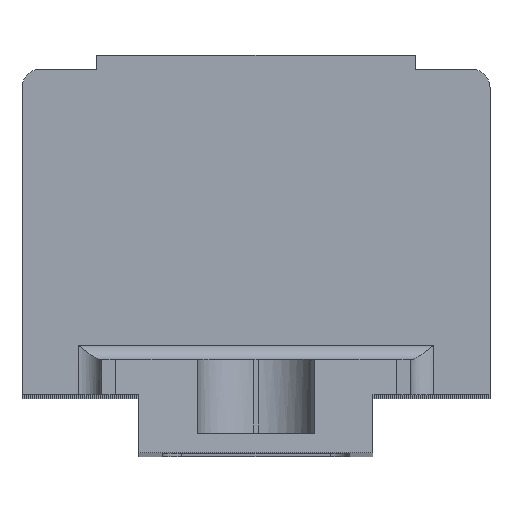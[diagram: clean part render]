
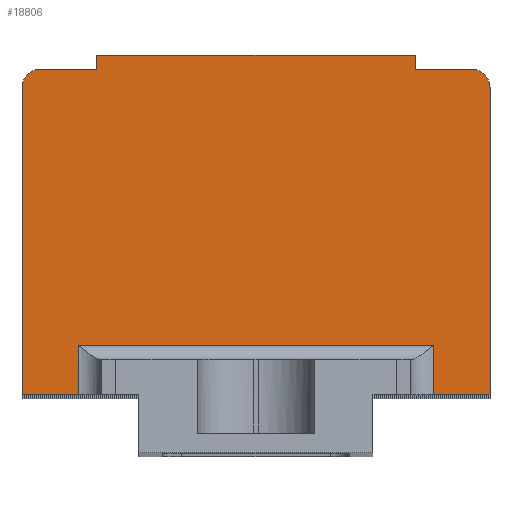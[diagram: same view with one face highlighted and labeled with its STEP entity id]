
A CAD part, top view. The second image highlights one B-rep face of the part: STEP entity #18806.
In plain terms, the highlighted planar face has unit normal (0, 0, 1).
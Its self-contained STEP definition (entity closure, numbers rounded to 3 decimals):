
#166=DIRECTION('',(1.,0.,0.));
#167=VECTOR('',#166,38.);
#168=CARTESIAN_POINT('',(-19.,11.5,250.1));
#169=LINE('',#168,#167);
#557=DIRECTION('',(0.,1.,0.));
#558=VECTOR('',#557,5.3);
#559=CARTESIAN_POINT('',(19.,6.2,250.1));
#560=LINE('',#559,#558);
#575=DIRECTION('',(1.,0.,0.));
#576=VECTOR('',#575,6.);
#577=CARTESIAN_POINT('',(-23.,41.,250.1));
#578=LINE('',#577,#576);
#579=DIRECTION('',(0.,1.,0.));
#580=VECTOR('',#579,1.5);
#581=CARTESIAN_POINT('',(-17.,41.,250.1));
#582=LINE('',#581,#580);
#583=DIRECTION('',(1.,0.,0.));
#584=VECTOR('',#583,34.);
#585=CARTESIAN_POINT('',(-17.,42.5,250.1));
#586=LINE('',#585,#584);
#587=DIRECTION('',(0.,-1.,0.));
#588=VECTOR('',#587,1.5);
#589=CARTESIAN_POINT('',(17.,42.5,250.1));
#590=LINE('',#589,#588);
#591=DIRECTION('',(1.,0.,0.));
#592=VECTOR('',#591,6.);
#593=CARTESIAN_POINT('',(17.,41.,250.1));
#594=LINE('',#593,#592);
#595=DIRECTION('',(0.,-1.,0.));
#596=VECTOR('',#595,32.8);
#597=CARTESIAN_POINT('',(25.,39.,250.1));
#598=LINE('',#597,#596);
#599=DIRECTION('',(-1.,0.,0.));
#600=VECTOR('',#599,6.);
#601=CARTESIAN_POINT('',(25.,6.2,250.1));
#602=LINE('',#601,#600);
#603=DIRECTION('',(-1.,0.,0.));
#604=VECTOR('',#603,6.);
#605=CARTESIAN_POINT('',(-19.,6.2,250.1));
#606=LINE('',#605,#604);
#607=DIRECTION('',(0.,1.,0.));
#608=VECTOR('',#607,32.8);
#609=CARTESIAN_POINT('',(-25.,6.2,250.1));
#610=LINE('',#609,#608);
#615=CARTESIAN_POINT('',(-23.,39.,250.1));
#616=DIRECTION('',(0.,0.,1.));
#617=DIRECTION('',(0.,1.,0.));
#618=AXIS2_PLACEMENT_3D('',#615,#616,#617);
#14833=CARTESIAN_POINT('',(23.,39.,250.1));
#14834=DIRECTION('',(0.,0.,1.));
#14835=DIRECTION('',(1.,0.,0.));
#14836=AXIS2_PLACEMENT_3D('',#14833,#14834,#14835);
#14983=DIRECTION('',(0.,1.,0.));
#14984=VECTOR('',#14983,5.3);
#14985=CARTESIAN_POINT('',(-19.,6.2,250.1));
#14986=LINE('',#14985,#14984);
#15253=CARTESIAN_POINT('',(-17.,41.,250.1));
#15254=CARTESIAN_POINT('',(-17.,42.5,250.1));
#15255=VERTEX_POINT('',#15253);
#15256=VERTEX_POINT('',#15254);
#15257=CARTESIAN_POINT('',(17.,42.5,250.1));
#15258=VERTEX_POINT('',#15257);
#15259=CARTESIAN_POINT('',(17.,41.,250.1));
#15260=VERTEX_POINT('',#15259);
#15269=CARTESIAN_POINT('',(25.,6.2,250.1));
#15271=VERTEX_POINT('',#15269);
#15273=CARTESIAN_POINT('',(-25.,6.2,250.1));
#15275=VERTEX_POINT('',#15273);
#15465=CARTESIAN_POINT('',(19.,6.2,250.1));
#15466=VERTEX_POINT('',#15465);
#15471=CARTESIAN_POINT('',(-19.,6.2,250.1));
#15472=VERTEX_POINT('',#15471);
#15473=CARTESIAN_POINT('',(-19.,11.5,250.1));
#15474=CARTESIAN_POINT('',(19.,11.5,250.1));
#15475=VERTEX_POINT('',#15473);
#15476=VERTEX_POINT('',#15474);
#15666=CARTESIAN_POINT('',(-23.,41.,250.1));
#15668=VERTEX_POINT('',#15666);
#15669=CARTESIAN_POINT('',(-25.,39.,250.1));
#15670=VERTEX_POINT('',#15669);
#15770=CARTESIAN_POINT('',(25.,39.,250.1));
#15772=VERTEX_POINT('',#15770);
#15773=CARTESIAN_POINT('',(23.,41.,250.1));
#15774=VERTEX_POINT('',#15773);
#18773=CARTESIAN_POINT('',(0.,0.,250.1));
#18774=DIRECTION('',(0.,0.,-1.));
#18775=DIRECTION('',(-1.,0.,0.));
#18776=AXIS2_PLACEMENT_3D('',#18773,#18774,#18775);
#18777=PLANE('',#18776);
#18779=ORIENTED_EDGE('',*,*,#18778,.F.);
#18781=ORIENTED_EDGE('',*,*,#18780,.T.);
#18783=ORIENTED_EDGE('',*,*,#18782,.T.);
#18785=ORIENTED_EDGE('',*,*,#18784,.T.);
#18787=ORIENTED_EDGE('',*,*,#18786,.T.);
#18789=ORIENTED_EDGE('',*,*,#18788,.T.);
#18791=ORIENTED_EDGE('',*,*,#18790,.F.);
#18793=ORIENTED_EDGE('',*,*,#18792,.T.);
#18795=ORIENTED_EDGE('',*,*,#18794,.T.);
#18796=ORIENTED_EDGE('',*,*,#18763,.T.);
#18797=ORIENTED_EDGE('',*,*,#18380,.F.);
#18799=ORIENTED_EDGE('',*,*,#18798,.F.);
#18801=ORIENTED_EDGE('',*,*,#18800,.T.);
#18803=ORIENTED_EDGE('',*,*,#18802,.T.);
#18804=EDGE_LOOP('',(#18779,#18781,#18783,#18785,#18787,#18789,#18791,#18793,
#18795,#18796,#18797,#18799,#18801,#18803));
#18805=FACE_OUTER_BOUND('',#18804,.F.);
#18806=ADVANCED_FACE('',(#18805),#18777,.F.);
#619=CIRCLE('',#618,2.);
#14837=CIRCLE('',#14836,2.);
#18380=EDGE_CURVE('',#15475,#15476,#169,.T.);
#18763=EDGE_CURVE('',#15466,#15476,#560,.T.);
#18778=EDGE_CURVE('',#15668,#15670,#619,.T.);
#18780=EDGE_CURVE('',#15668,#15255,#578,.T.);
#18782=EDGE_CURVE('',#15255,#15256,#582,.T.);
#18784=EDGE_CURVE('',#15256,#15258,#586,.T.);
#18786=EDGE_CURVE('',#15258,#15260,#590,.T.);
#18788=EDGE_CURVE('',#15260,#15774,#594,.T.);
#18790=EDGE_CURVE('',#15772,#15774,#14837,.T.);
#18792=EDGE_CURVE('',#15772,#15271,#598,.T.);
#18794=EDGE_CURVE('',#15271,#15466,#602,.T.);
#18798=EDGE_CURVE('',#15472,#15475,#14986,.T.);
#18800=EDGE_CURVE('',#15472,#15275,#606,.T.);
#18802=EDGE_CURVE('',#15275,#15670,#610,.T.);
